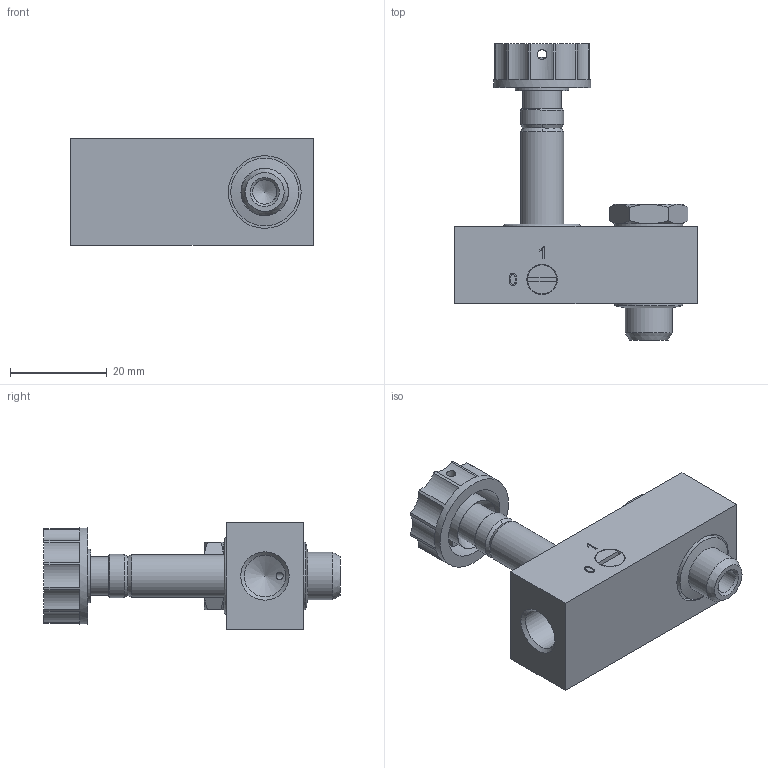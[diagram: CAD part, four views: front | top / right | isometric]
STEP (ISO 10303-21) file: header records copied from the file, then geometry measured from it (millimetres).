
FILE_DESCRIPTION( ( 'Unknown' ), '1' );
FILE_NAME( 'MH 311 013.stp', 'Unknown', ( 'Unknown' ), ( 'Unknown' ), 'PSStep 17.0.49', 'Unknown', ' ' );
FILE_SCHEMA( ( 'AUTOMOTIVE_DESIGN { 1 0 10303 214 1 1 1 1 }' ) );
Length unit declared in the file: millimetre
Products named in the file (11): Assem1
Assembly tree (10 placements, depth 2):
  Assem1
    (unnamed)
    (unnamed)
    (unnamed)
    (unnamed)
    (unnamed)
    (unnamed)
    (unnamed)
    (unnamed)
    (unnamed)
    (unnamed)
Bounding box: 50 x 61.1 x 22 mm (x, y, z)
Surface area: 12567.8 mm2 (no closed solid volume)
Topology: 0 solids, 206 shells, 206 faces, 836 edges, 761 vertices
Faces by surface type: plane 94, cylinder 68, cone 37, extrusion 4, torus 2, sphere 1
Full cylindrical faces by diameter (mm): 1.6 x1, 1.85 x2, 2 x2, 2.1 x1, 2.5 x1, 3.5 x3, 4.1 x1, 4.134 x2, 5 x1, 6 x3, 6.35 x1, 6.8 x1, 6.9 x1, 8 x4, 8.566 x2, 8.9 x2, 9.1 x1, 9.6 x1, 9.728 x1, 9.8 x1, 10 x3, 10.3 x1, 11 x1, 12 x3, 14 x3, 15 x3, 16 x1, 16.07 x1, 20 x1
Entity records: 11112 total; most frequent: CARTESIAN_POINT 3393, DIRECTION 1438, VERTEX_POINT 726, ORIENTED_EDGE 720, EDGE_CURVE 720, AXIS2_PLACEMENT_3D 611, CIRCLE 398, FACE_BOUND 331
